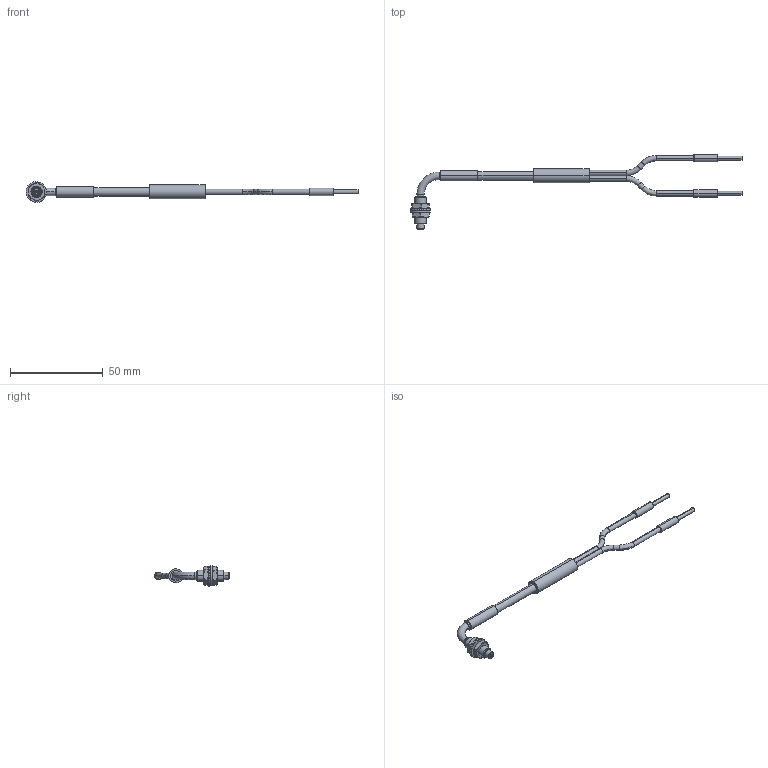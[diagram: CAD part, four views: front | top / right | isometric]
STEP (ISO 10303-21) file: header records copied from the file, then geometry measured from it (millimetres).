
FILE_DESCRIPTION (( 'STEP AP214' ), '1' );
FILE_NAME ('GPF-D015-250-2.0L.STEP', '2017-11-17T21:35:28', ( '' ), ( '' ), 'SwSTEP 2.0', 'SolidWorks 2018', '' );
FILE_SCHEMA (( 'AUTOMOTIVE_DESIGN' ));
Length unit declared in the file: millimetre
Products named in the file (7): GPF-D015-250-2.0L_HEAD; GPF-D015-250-2.0L_LENS; GPF-D015-250-2.0L_GLASS FIBER; GPF-D015-250-2.0L_PIPE; M6_NUT; GPF-D015-250-2.0L; M6_WASHER
Assembly tree (9 placements, depth 2):
  GPF-D015-250-2.0L
    GPF-D015-250-2.0L_HEAD
    GPF-D015-250-2.0L_LENS  x2
    M6_NUT  x2
    M6_WASHER  x2
    GPF-D015-250-2.0L_PIPE
    GPF-D015-250-2.0L_GLASS FIBER
Bounding box: 179.3 x 40.49 x 11.2 mm (x, y, z)
Volume: 4475.5 mm3; surface area: 4545.2 mm2
Topology: 9 solids, 9 shells, 130 faces, 270 edges, 170 vertices
Faces by surface type: cylinder 56, plane 42, cone 22, torus 10
Entity records: 3254 total; most frequent: CARTESIAN_POINT 584, DIRECTION 580, ORIENTED_EDGE 440, AXIS2_PLACEMENT_3D 254, EDGE_CURVE 220, VERTEX_POINT 138, CIRCLE 136, EDGE_LOOP 122
